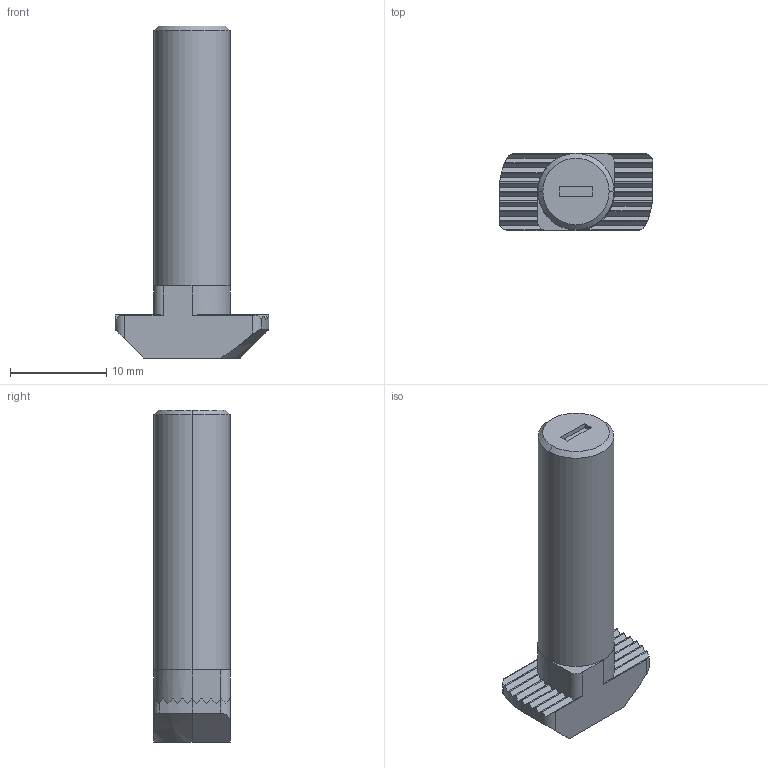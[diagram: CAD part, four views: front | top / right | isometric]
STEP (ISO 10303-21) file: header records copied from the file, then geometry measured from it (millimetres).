
FILE_DESCRIPTION (( 'STEP AP214' ), '1' );
FILE_NAME ('096hk0830m0830.STEP', '2014-08-18T13:36:59', ( '' ), ( '' ), 'SwSTEP 2.0', 'SolidWorks 2014', '' );
FILE_SCHEMA (( 'AUTOMOTIVE_DESIGN' ));
Length unit declared in the file: millimetre
Products named in the file (1): 096hk0830m0830
Bounding box: 16 x 8 x 34.5 mm (x, y, z)
Volume: 1962.6 mm3; surface area: 1181.9 mm2
Topology: 1 solids, 1 shells, 84 faces, 236 edges, 156 vertices
Faces by surface type: plane 48, cylinder 32, cone 4
Entity records: 2977 total; most frequent: CARTESIAN_POINT 935, ORIENTED_EDGE 472, DIRECTION 356, EDGE_CURVE 236, VERTEX_POINT 156, LINE 126, VECTOR 126, AXIS2_PLACEMENT_3D 115
